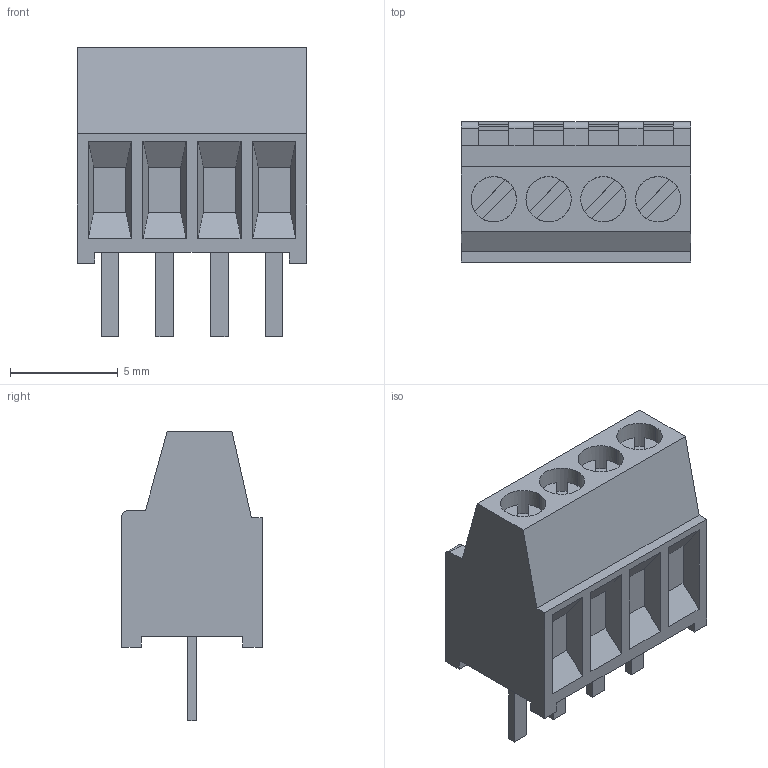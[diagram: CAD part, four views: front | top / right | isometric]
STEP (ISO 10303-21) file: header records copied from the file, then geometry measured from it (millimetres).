
FILE_DESCRIPTION((''),'2;1');
FILE_NAME('C-282834-4','2008-11-06T',('workeradm'),('Tyco Electronics Corporation'),'PRO/ENGINEER BY PARAMETRIC TECHNOLOGY CORPORATION, 2005450','PRO/ENGINEER BY PARAMETRIC TECHNOLOGY CORPORATION, 2005450','');
FILE_SCHEMA(('CONFIG_CONTROL_DESIGN', 'GEOMETRIC_VALIDATION_PROPERTIES_MIM'));
Length unit declared in the file: millimetre
Products named in the file (1): C-282834-4
Bounding box: 10.62 x 6.5 x 13.4 mm (x, y, z)
Volume: 499.7 mm3; surface area: 559.1 mm2
Topology: 1 solids, 1 shells, 131 faces, 343 edges, 226 vertices
Faces by surface type: plane 118, cylinder 13
Entity records: 4104 total; most frequent: CARTESIAN_POINT 701, ORIENTED_EDGE 686, DIRECTION 647, EDGE_CURVE 343, VECTOR 301, LINE 301, VERTEX_POINT 226, AXIS2_PLACEMENT_3D 173
